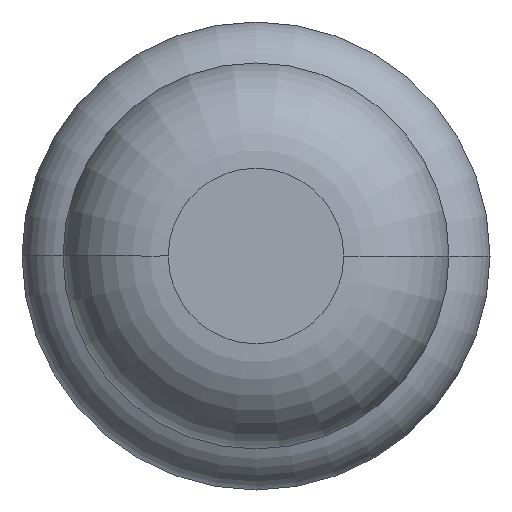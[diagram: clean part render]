
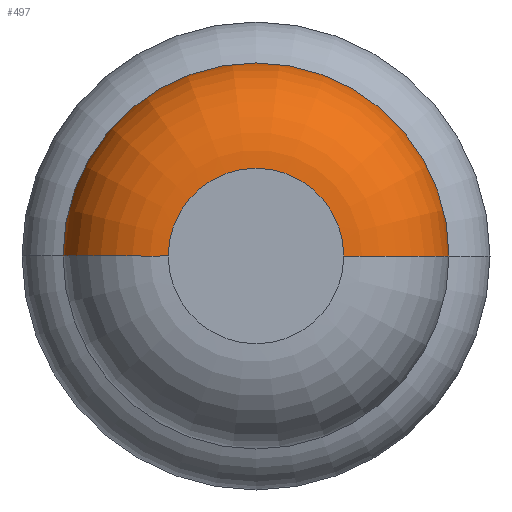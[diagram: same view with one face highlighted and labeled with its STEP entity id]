
A CAD part, front view. The second image highlights one B-rep face of the part: STEP entity #497.
In plain terms, the highlighted toroidal (fillet/blend) face has major radius 0.375 mm and minor radius 0.45 mm.
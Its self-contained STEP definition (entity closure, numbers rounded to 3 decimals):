
#245 = CARTESIAN_POINT ( 'NONE',  ( 0.375, -32., 0. ) ) ;
#322 = VERTEX_POINT ( 'NONE', #347 ) ;
#347 = CARTESIAN_POINT ( 'NONE',  ( -0.375, -32., 0. ) ) ;
#368 = CARTESIAN_POINT ( 'NONE',  ( -0.375, -31.55, 0. ) ) ;
#429 = AXIS2_PLACEMENT_3D ( 'NONE', #2958, #3565, #996 ) ;
#460 = CIRCLE ( 'NONE', #429, 0.825 ) ;
#497 = ADVANCED_FACE ( 'Defeature ausgef�hrt1_7', ( #2639 ), #1605, .T. ) ;
#550 = EDGE_CURVE ( 'Defeature ausgef�hrt1_6+Defeature ausgef�hrt1_7+Defeature ausgef�hrt1_7+Defeature ausgef�hrt1_7', #1439, #322, #3012, .T. ) ;
#671 = DIRECTION ( 'NONE',  ( 0., -1., 0. ) ) ;
#689 = DIRECTION ( 'NONE',  ( 1., 0., 0. ) ) ;
#703 = ORIENTED_EDGE ( 'NONE', *, *, #550, .F. ) ;
#811 = AXIS2_PLACEMENT_3D ( 'NONE', #2942, #3259, #3524 ) ;
#996 = DIRECTION ( 'NONE',  ( 1., 0., 0. ) ) ;
#1001 = DIRECTION ( 'NONE',  ( 0., 0., -1. ) ) ;
#1028 = VERTEX_POINT ( 'NONE', #2682 ) ;
#1138 = CARTESIAN_POINT ( 'NONE',  ( 0.825, -31.55, 0. ) ) ;
#1197 = EDGE_CURVE ( 'NONE', #3783, #1439, #2769, .T. ) ;
#1439 = VERTEX_POINT ( 'NONE', #245 ) ;
#1537 = CARTESIAN_POINT ( 'NONE',  ( 0., -32., 0. ) ) ;
#1605 = TOROIDAL_SURFACE ( 'NONE', #811, 0.375, 0.45 ) ;
#1823 = DIRECTION ( 'NONE',  ( 0., 0., 1. ) ) ;
#1824 = DIRECTION ( 'NONE',  ( -1., 0., 0. ) ) ;
#2129 = CARTESIAN_POINT ( 'NONE',  ( 0.375, -31.55, 0. ) ) ;
#2207 = AXIS2_PLACEMENT_3D ( 'NONE', #2129, #1001, #1824 ) ;
#2393 = DIRECTION ( 'NONE',  ( 1., 0., 0. ) ) ;
#2458 = EDGE_LOOP ( 'NONE', ( #3251, #2780, #703, #3665 ) ) ;
#2639 = FACE_OUTER_BOUND ( 'NONE', #2458, .T. ) ;
#2666 = EDGE_CURVE ( 'Defeature ausgef�hrt1_7+Defeature ausgef�hrt1_8+Defeature ausgef�hrt1_8+Defeature ausgef�hrt1_8', #3783, #1028, #460, .T. ) ;
#2682 = CARTESIAN_POINT ( 'NONE',  ( -0.825, -31.55, 0. ) ) ;
#2769 = CIRCLE ( 'NONE', #2207, 0.45 ) ;
#2780 = ORIENTED_EDGE ( 'NONE', *, *, #3594, .T. ) ;
#2942 = CARTESIAN_POINT ( 'NONE',  ( 0., -31.55, 0. ) ) ;
#2958 = CARTESIAN_POINT ( 'NONE',  ( 0., -31.55, 0. ) ) ;
#3012 = CIRCLE ( 'NONE', #3215, 0.375 ) ;
#3215 = AXIS2_PLACEMENT_3D ( 'NONE', #1537, #671, #689 ) ;
#3251 = ORIENTED_EDGE ( 'NONE', *, *, #2666, .T. ) ;
#3259 = DIRECTION ( 'NONE',  ( 0., -1., 0. ) ) ;
#3322 = AXIS2_PLACEMENT_3D ( 'NONE', #368, #1823, #2393 ) ;
#3519 = CIRCLE ( 'NONE', #3322, 0.45 ) ;
#3524 = DIRECTION ( 'NONE',  ( 1., 0., 0. ) ) ;
#3565 = DIRECTION ( 'NONE',  ( 0., -1., 0. ) ) ;
#3594 = EDGE_CURVE ( 'NONE', #1028, #322, #3519, .T. ) ;
#3665 = ORIENTED_EDGE ( 'NONE', *, *, #1197, .F. ) ;
#3783 = VERTEX_POINT ( 'NONE', #1138 ) ;
